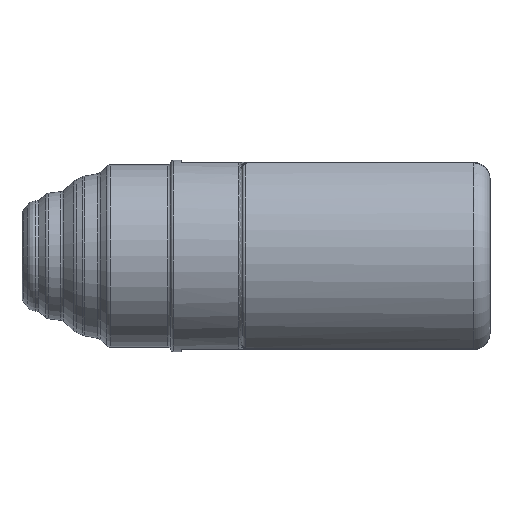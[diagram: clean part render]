
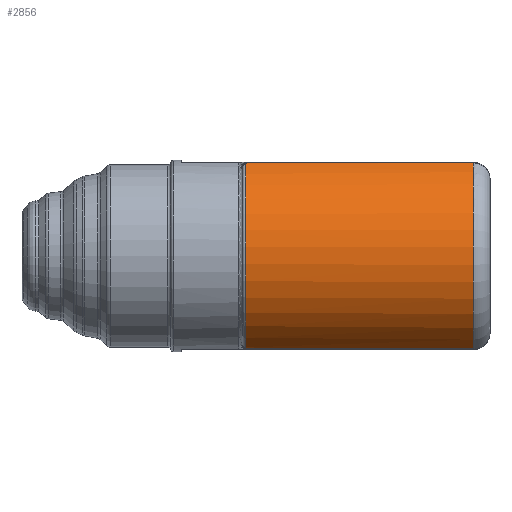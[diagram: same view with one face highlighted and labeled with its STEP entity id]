
A CAD part, top view. The second image highlights one B-rep face of the part: STEP entity #2856.
In plain terms, the highlighted cylindrical face has radius 19 mm (diameter 38 mm), a partial arc.
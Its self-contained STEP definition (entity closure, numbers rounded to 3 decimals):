
#81=B_SPLINE_CURVE_WITH_KNOTS('',3,(#4773,#4774,#4775,#4776,#4777,#4778),
 .UNSPECIFIED.,.F.,.F.,(4,1,1,4),(0.,0.017,0.026,
0.06),.UNSPECIFIED.);
#85=B_SPLINE_CURVE_WITH_KNOTS('',3,(#4891,#4892,#4893,#4894,#4895,#4896),
 .UNSPECIFIED.,.F.,.F.,(4,1,1,4),(-0.06,-0.026,
-0.017,0.),.UNSPECIFIED.);
#205=CYLINDRICAL_SURFACE('',#3104,19.);
#381=LINE('',#4867,#559);
#384=LINE('',#4890,#562);
#559=VECTOR('',#3523,10.);
#562=VECTOR('',#3542,10.);
#752=FACE_OUTER_BOUND('',#929,.T.);
#929=EDGE_LOOP('',(#2137,#2138,#2139,#2140,#2141,#2142));
#1101=CIRCLE('',#3051,19.);
#1127=CIRCLE('',#3102,19.);
#1229=VERTEX_POINT('',#4204);
#1231=VERTEX_POINT('',#4255);
#1292=VERTEX_POINT('',#4761);
#1295=VERTEX_POINT('',#4771);
#1303=VERTEX_POINT('',#4885);
#1304=VERTEX_POINT('',#4889);
#1523=EDGE_CURVE('',#1229,#1231,#1101,.T.);
#1600=EDGE_CURVE('',#1295,#1292,#81,.T.);
#1611=EDGE_CURVE('',#1231,#1295,#381,.T.);
#1617=EDGE_CURVE('',#1292,#1303,#1127,.T.);
#1619=EDGE_CURVE('',#1304,#1229,#384,.T.);
#1620=EDGE_CURVE('',#1303,#1304,#85,.T.);
#2137=ORIENTED_EDGE('',*,*,#1523,.F.);
#2138=ORIENTED_EDGE('',*,*,#1619,.F.);
#2139=ORIENTED_EDGE('',*,*,#1620,.F.);
#2140=ORIENTED_EDGE('',*,*,#1617,.F.);
#2141=ORIENTED_EDGE('',*,*,#1600,.F.);
#2142=ORIENTED_EDGE('',*,*,#1611,.F.);
#2856=ADVANCED_FACE('',(#752),#205,.T.);
#3051=AXIS2_PLACEMENT_3D('',#4334,#3403,#3404);
#3102=AXIS2_PLACEMENT_3D('',#4886,#3536,#3537);
#3104=AXIS2_PLACEMENT_3D('',#4888,#3540,#3541);
#3403=DIRECTION('center_axis',(1.,0.,0.));
#3404=DIRECTION('ref_axis',(0.,0.,1.));
#3523=DIRECTION('',(-1.,0.,0.));
#3536=DIRECTION('center_axis',(-1.,0.,0.));
#3537=DIRECTION('ref_axis',(0.,0.,1.));
#3540=DIRECTION('center_axis',(1.,0.,0.));
#3541=DIRECTION('ref_axis',(0.,1.,0.));
#3542=DIRECTION('',(1.,0.,0.));
#4204=CARTESIAN_POINT('',(42.,-13.099,86.682));
#4255=CARTESIAN_POINT('',(42.,-46.901,86.682));
#4334=CARTESIAN_POINT('Origin',(42.,-30.,78.));
#4761=CARTESIAN_POINT('',(0.6,-46.625,87.198));
#4771=CARTESIAN_POINT('',(0.763,-46.901,86.682));
#4773=CARTESIAN_POINT('Ctrl Pts',(0.763,-46.901,86.682));
#4774=CARTESIAN_POINT('Ctrl Pts',(0.725,-46.88,86.721));
#4775=CARTESIAN_POINT('Ctrl Pts',(0.683,-46.844,86.791));
#4776=CARTESIAN_POINT('Ctrl Pts',(0.618,-46.753,86.964));
#4777=CARTESIAN_POINT('Ctrl Pts',(0.6,-46.682,87.095));
#4778=CARTESIAN_POINT('Ctrl Pts',(0.6,-46.625,87.198));
#4867=CARTESIAN_POINT('',(30.,-46.901,86.682));
#4885=CARTESIAN_POINT('',(0.6,-13.375,87.198));
#4886=CARTESIAN_POINT('Origin',(0.6,-30.,78.));
#4888=CARTESIAN_POINT('Origin',(30.,-30.,78.));
#4889=CARTESIAN_POINT('',(0.763,-13.099,86.682));
#4890=CARTESIAN_POINT('',(30.,-13.099,86.682));
#4891=CARTESIAN_POINT('Ctrl Pts',(0.6,-13.375,87.198));
#4892=CARTESIAN_POINT('Ctrl Pts',(0.6,-13.318,87.095));
#4893=CARTESIAN_POINT('Ctrl Pts',(0.618,-13.247,86.964));
#4894=CARTESIAN_POINT('Ctrl Pts',(0.683,-13.156,86.791));
#4895=CARTESIAN_POINT('Ctrl Pts',(0.725,-13.12,86.721));
#4896=CARTESIAN_POINT('Ctrl Pts',(0.763,-13.099,86.682));
